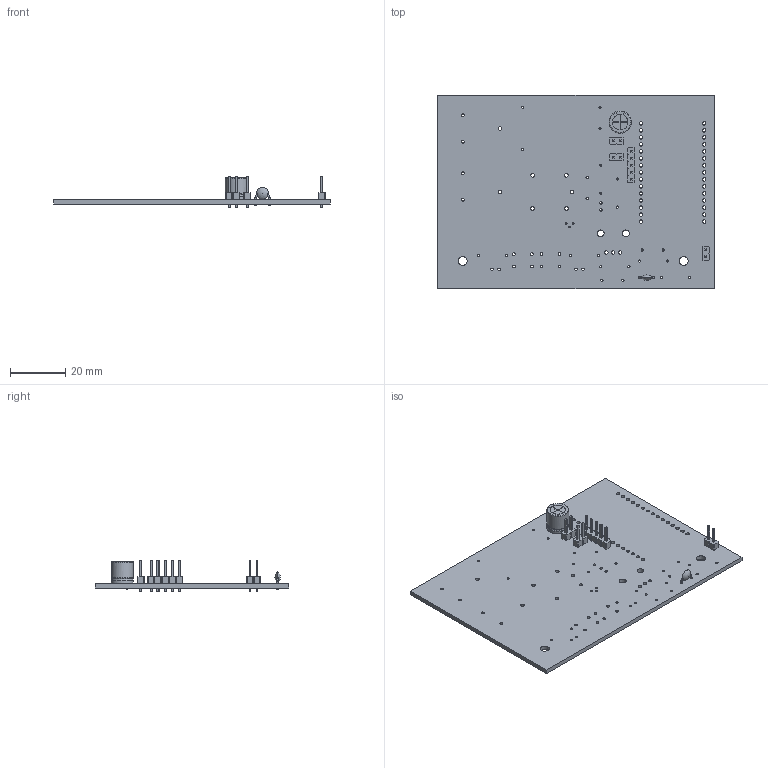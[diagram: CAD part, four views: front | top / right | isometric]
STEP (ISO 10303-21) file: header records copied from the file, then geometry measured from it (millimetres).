
FILE_DESCRIPTION(('FreeCAD Model'),'2;1');
FILE_NAME('sous-vide.step', '2018-01-04T17:11:46',('kicad StepUp'),('ksu MCAD'), 'Open CASCADE STEP processor 6.8','FreeCAD','Unknown');
FILE_SCHEMA(('AUTOMOTIVE_DESIGN_CC2 { 1 2 10303 214 -1 1 5 4 }'));
Length unit declared in the file: millimetre
Products named in the file (7): Pcb; Pin_Header_Straight_1x02_Pitch254mm_; Pin_Header_Straight_1x05_Pitch254mm_; C_Disc_D43mm_W19mm_P500mm_; Pin_Header_Straight_1x02_Pitch254mm_001; Pin_Header_Straight_1x02_Pitch254mm_002; CP_Radial_D80mm_P350mm_
Bounding box: 100 x 70 x 11.54 mm (x, y, z)
Volume: 11643.6 mm3; surface area: 15886.5 mm2
Topology: 7 solids, 8 shells, 454 faces, 1145 edges, 730 vertices
Faces by surface type: plane 311, cylinder 123, revolution 8, bspline 8, sphere 2, torus 2
Full cylindrical faces by diameter (mm): 0.5 x6, 0.6 x3, 0.762 x4, 0.8 x24, 0.9 x6, 1 x19, 1.016 x4, 1.2 x3, 1.25 x30, 1.3 x7, 2.464 x2, 3.2 x2
Entity records: 17409 total; most frequent: CARTESIAN_POINT 3485, ORIENTED_EDGE 2286, DIRECTION 2266, EDGE_CURVE 1143, LINE 832, VECTOR 832, VERTEX_POINT 730, AXIS2_PLACEMENT_3D 713
